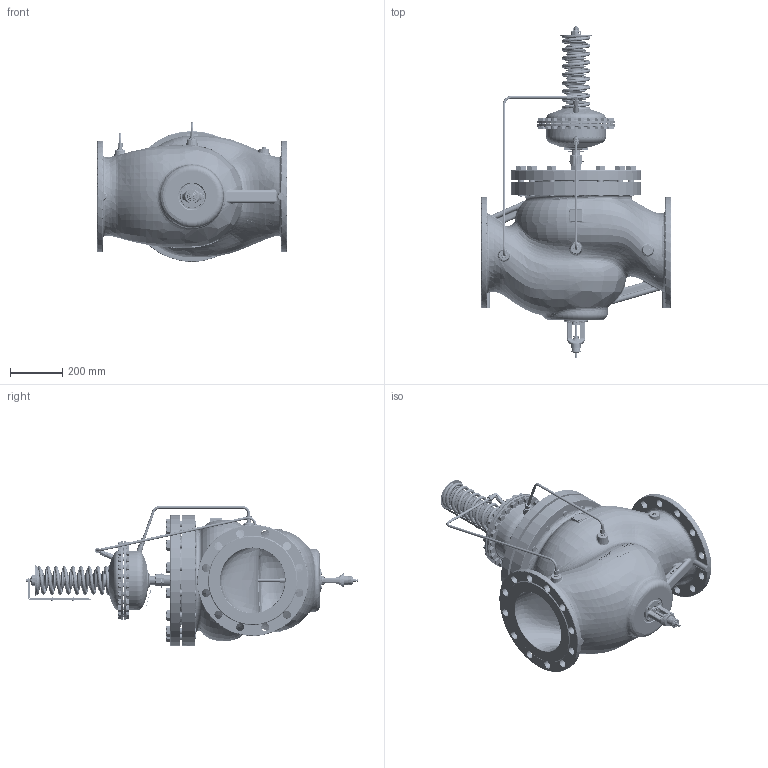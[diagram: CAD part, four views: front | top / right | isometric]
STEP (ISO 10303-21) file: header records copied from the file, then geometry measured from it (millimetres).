
FILE_DESCRIPTION((''),'2;1');
FILE_NAME('003G5576_AFQMP2_PN25_DN250_ASM','2022-04-04T11:15:24',('U369265'),(''),'CREO PARAMETRIC BY PTC INC, 2020342','CREO PARAMETRIC BY PTC INC, 2020342','');
FILE_SCHEMA(('CONFIG_CONTROL_DESIGN'));
Products named in the file (88): 88650620_VALVE_B_VFQM_DN250_PN2; 88650830_VALVE_C_VFG_DN250_PN25; HEX_SCREW_DIN931_M24X100_1; 88651210_YOKE_BODY_DN125_250__3; 88652270_SETT_SCREW_DN125-250_4; 88652330_STUFFING_BOX_DN150_2_2; 3220149_1_1_2_3; 88652960_CV_PISTON_H_SUB_DN250__ASM; 88651380_SPINDLE_CV_DN250_1; 88652990_CV_PISTON_SUB_DN250_AS_ASM; 88652800_POINTER_VFQM_1_1_2_3; 88652760_FLOW_LABEL_DN250_1; HEX_SCREW_DIN933_M06X18_1_1_2_3; 51817881_SCREW_SF_M3X5_1_1_2_3; 54540510_1_1_2_3; 188610240_1_1_2_3; WALTER_CONNECTION_1_1_2_3; WALTER_PROFILE_RING_1_1_2_3; WALTER_CONNECTION_NUT_1_1_2_3; 8863078_ASM_1_1_2_3_ASM; 88653270_VFQM_DN250_PN25_ASM_1_ASM; 88670150_HOUSING320_PN40_MINU_2; 88673400_TUBE_FI38X10X62_MINU_3; 88671680_PRESSURE_CONNEC-196109; WELD_PRESS_CON_6MM_1_1_2_3; WELD_320_6MM_INST_AF0_1_1_2; WELD_320_6MM_2_INST_AF0_1_1_2; 88671550_COVER320_PN40_MINUS__2_ASM; 88670140_HOUSING320_PN40_IPLU_2; 88671680_PRESSURE_CONNEC-201607; 88673410_TUBE_FI38X10X33_AF0__2; WELD_320_6MM_INST_1_1_2; WELD_320_6MM_2_INST_1_1_2; WELD_PRESS_CON_6MM_AF0_1_1_2; 88671540_COVER320_PN40_PLUS_A_2_ASM; 88671040_SETTING_SPINDLE_PA_1_3; 88670600_CONNECTING_NUT_G1_1__3; 88670800_SETTING_NUT_IPA_1_1__3; 5521168_1_1_2_3_4_5_6_1; 5521168_1_1_2_3_4_5_6_2 ...
Assembly tree (183 placements, depth 6):
  003G5576_AFQMP2_PN25_DN250_ASM
    003G5576_AFQMP2_PN25_DN250_ASM__ASM
      88653270_VFQM_DN250_PN25_ASM_1_ASM
        88650620_VALVE_B_VFQM_DN250_PN2
        88650830_VALVE_C_VFG_DN250_PN25
        HEX_SCREW_DIN931_M24X100_1  x14
        88651210_YOKE_BODY_DN125_250__3
        88652270_SETT_SCREW_DN125-250_4
        88652960_CV_PISTON_H_SUB_DN250__ASM
          88652330_STUFFING_BOX_DN150_2_2
          3220149_1_1_2_3
        88652990_CV_PISTON_SUB_DN250_AS_ASM
          88651380_SPINDLE_CV_DN250_1
        88652800_POINTER_VFQM_1_1_2_3
        88652760_FLOW_LABEL_DN250_1
        HEX_SCREW_DIN933_M06X18_1_1_2_3  x4
        51817881_SCREW_SF_M3X5_1_1_2_3  x2
        54540510_1_1_2_3  x3
        188610240_1_1_2_3
        8863078_ASM_1_1_2_3_ASM  x2
          WALTER_CONNECTION_1_1_2_3
          WALTER_PROFILE_RING_1_1_2_3
          WALTER_CONNECTION_NUT_1_1_2_3
      003G5619_AFP2_PN40_320CM2_ASM_3_ASM
        88671550_COVER320_PN40_MINUS__2_ASM
          88670150_HOUSING320_PN40_MINU_2
          88673400_TUBE_FI38X10X62_MINU_3
          88671680_PRESSURE_CONNEC-196109
          WELD_PRESS_CON_6MM_1_1_2_3
          WELD_320_6MM_INST_AF0_1_1_2
          WELD_320_6MM_2_INST_AF0_1_1_2
        88671540_COVER320_PN40_PLUS_A_2_ASM
          88670140_HOUSING320_PN40_IPLU_2
          88671680_PRESSURE_CONNEC-201607
          88673410_TUBE_FI38X10X33_AF0__2
          WELD_320_6MM_INST_1_1_2
          WELD_320_6MM_2_INST_1_1_2
          WELD_PRESS_CON_6MM_AF0_1_1_2
        88671040_SETTING_SPINDLE_PA_1_3
        88670600_CONNECTING_NUT_G1_1__3
        88670800_SETTING_NUT_IPA_1_1__3
        5521168_1_1_2_3_4_5_6_ASM
          5521168_1_1_2_3_4_5_6_1
          5521168_1_1_2_3_4_5_6_2
          5521168_1_1_2_3_4_5_6_3
          5521168_1_1_2_3_4_5_6_4
          5521168_1_1_2_3_4_5_6_5
          5521168_1_1_2_3_4_5_6_6
          5521168_1_1_2_3_4_5_6_7
          5521168_1_1_2_3_4_5_6_8
          5521168_1_1_2_3_4_5_6_9
          5521168_1_1_2_3_4_5_6_10
          5521168_1_1_2_3_4_5_6_11
          5521168_1_1_2_3_4_5_6_12
          5521168_1_1_2_3_4_5_6_13
          5521168_1_1_2_3_4_5_6_14
          5521168_1_1_2_3_4_5_6_15
          5521168_1_1_2_3_4_5_6_16
          5521168_1_1_2_3_4_5_6_17
          5521168_1_1_2_3_4_5_6_18
Bounding box: 730 x 1269.2 x 533.9 mm (x, y, z)
Volume: 47554338.5 mm3; surface area: 4770918.6 mm2
Topology: 176 solids, 176 shells, 8039 faces, 20546 edges, 12923 vertices
Faces by surface type: plane 3486, cylinder 1615, cone 1559, torus 622, bspline 558, sphere 100, extrusion 92, revolution 7
Entity records: 252010 total; most frequent: CARTESIAN_POINT 116834, ORIENTED_EDGE 29254, DIRECTION 26072, EDGE_CURVE 14627, AXIS2_PLACEMENT_3D 9716, VERTEX_POINT 9439, VECTOR 6633, LINE 6541
